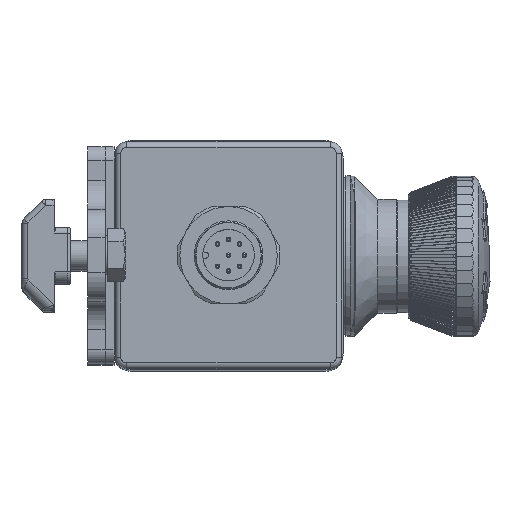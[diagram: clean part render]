
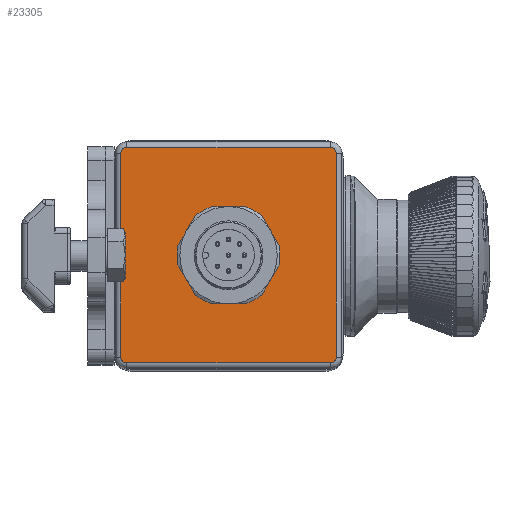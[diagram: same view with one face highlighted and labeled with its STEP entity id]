
A CAD part, top view. The second image highlights one B-rep face of the part: STEP entity #23305.
In plain terms, the highlighted planar face has unit normal (0, 0, 1).
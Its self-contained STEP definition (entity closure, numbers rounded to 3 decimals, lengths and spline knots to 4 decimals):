
#1865=LINE('',#40404,#3059);
#1866=LINE('',#40408,#3060);
#1867=LINE('',#40412,#3061);
#1868=LINE('',#40415,#3062);
#3059=VECTOR('',#29916,3.56);
#3060=VECTOR('',#29919,3.56);
#3061=VECTOR('',#29922,3.56);
#3062=VECTOR('',#29925,3.56);
#4339=FACE_BOUND('',#6593,.T.);
#4998=FACE_OUTER_BOUND('',#6592,.T.);
#6592=EDGE_LOOP('',(#17562,#17563,#17564,#17565,#17566,#17567,#17568,#17569));
#6593=EDGE_LOOP('',(#17570,#17571,#17572,#17573,#17574,#17575));
#8143=CIRCLE('',#25349,0.1);
#8144=CIRCLE('',#25350,0.1);
#8145=CIRCLE('',#25351,0.1);
#8146=CIRCLE('',#25352,0.1);
#8147=CIRCLE('',#25353,0.85);
#8148=CIRCLE('',#25354,0.85);
#8149=CIRCLE('',#25355,0.85);
#8150=CIRCLE('',#25356,0.85);
#8151=CIRCLE('',#25357,0.85);
#8152=CIRCLE('',#25358,0.85);
#9925=VERTEX_POINT('',#40400);
#9926=VERTEX_POINT('',#40401);
#9927=VERTEX_POINT('',#40403);
#9928=VERTEX_POINT('',#40405);
#9929=VERTEX_POINT('',#40407);
#9930=VERTEX_POINT('',#40409);
#9931=VERTEX_POINT('',#40411);
#9932=VERTEX_POINT('',#40413);
#9933=VERTEX_POINT('',#40416);
#9934=VERTEX_POINT('',#40417);
#9935=VERTEX_POINT('',#40419);
#9936=VERTEX_POINT('',#40421);
#9937=VERTEX_POINT('',#40423);
#9938=VERTEX_POINT('',#40425);
#12690=EDGE_CURVE('',#9925,#9926,#8143,.T.);
#12691=EDGE_CURVE('',#9927,#9925,#1865,.T.);
#12692=EDGE_CURVE('',#9928,#9927,#8144,.T.);
#12693=EDGE_CURVE('',#9929,#9928,#1866,.T.);
#12694=EDGE_CURVE('',#9930,#9929,#8145,.T.);
#12695=EDGE_CURVE('',#9931,#9930,#1867,.T.);
#12696=EDGE_CURVE('',#9932,#9931,#8146,.T.);
#12697=EDGE_CURVE('',#9926,#9932,#1868,.T.);
#12698=EDGE_CURVE('',#9933,#9934,#8147,.T.);
#12699=EDGE_CURVE('',#9934,#9935,#8148,.T.);
#12700=EDGE_CURVE('',#9935,#9936,#8149,.T.);
#12701=EDGE_CURVE('',#9936,#9937,#8150,.T.);
#12702=EDGE_CURVE('',#9937,#9938,#8151,.T.);
#12703=EDGE_CURVE('',#9938,#9933,#8152,.T.);
#17562=ORIENTED_EDGE('',*,*,#12690,.F.);
#17563=ORIENTED_EDGE('',*,*,#12691,.F.);
#17564=ORIENTED_EDGE('',*,*,#12692,.F.);
#17565=ORIENTED_EDGE('',*,*,#12693,.F.);
#17566=ORIENTED_EDGE('',*,*,#12694,.F.);
#17567=ORIENTED_EDGE('',*,*,#12695,.F.);
#17568=ORIENTED_EDGE('',*,*,#12696,.F.);
#17569=ORIENTED_EDGE('',*,*,#12697,.F.);
#17570=ORIENTED_EDGE('',*,*,#12698,.T.);
#17571=ORIENTED_EDGE('',*,*,#12699,.T.);
#17572=ORIENTED_EDGE('',*,*,#12700,.T.);
#17573=ORIENTED_EDGE('',*,*,#12701,.T.);
#17574=ORIENTED_EDGE('',*,*,#12702,.T.);
#17575=ORIENTED_EDGE('',*,*,#12703,.T.);
#22278=PLANE('',#25348);
#23305=ADVANCED_FACE('',(#4998,#4339),#22278,.T.);
#25348=AXIS2_PLACEMENT_3D('',#40399,#29912,#29913);
#25349=AXIS2_PLACEMENT_3D('',#40402,#29914,#29915);
#25350=AXIS2_PLACEMENT_3D('',#40406,#29917,#29918);
#25351=AXIS2_PLACEMENT_3D('',#40410,#29920,#29921);
#25352=AXIS2_PLACEMENT_3D('',#40414,#29923,#29924);
#25353=AXIS2_PLACEMENT_3D('',#40418,#29926,#29927);
#25354=AXIS2_PLACEMENT_3D('',#40420,#29928,#29929);
#25355=AXIS2_PLACEMENT_3D('',#40422,#29930,#29931);
#25356=AXIS2_PLACEMENT_3D('',#40424,#29932,#29933);
#25357=AXIS2_PLACEMENT_3D('',#40426,#29934,#29935);
#25358=AXIS2_PLACEMENT_3D('',#40427,#29936,#29937);
#29912=DIRECTION('center_axis',(0.,0.,1.));
#29913=DIRECTION('ref_axis',(0.,-1.,0.));
#29914=DIRECTION('center_axis',(0.,0.,-1.));
#29915=DIRECTION('ref_axis',(0.707,0.707,0.));
#29916=DIRECTION('',(1.,0.,0.));
#29917=DIRECTION('center_axis',(0.,0.,-1.));
#29918=DIRECTION('ref_axis',(-0.707,0.707,0.));
#29919=DIRECTION('',(0.,1.,0.));
#29920=DIRECTION('center_axis',(0.,0.,-1.));
#29921=DIRECTION('ref_axis',(-0.707,-0.707,0.));
#29922=DIRECTION('',(-1.,0.,0.));
#29923=DIRECTION('center_axis',(0.,0.,-1.));
#29924=DIRECTION('ref_axis',(0.707,-0.707,0.));
#29925=DIRECTION('',(0.,-1.,0.));
#29926=DIRECTION('center_axis',(0.,0.,-1.));
#29927=DIRECTION('ref_axis',(-1.,0.,0.));
#29928=DIRECTION('center_axis',(0.,0.,-1.));
#29929=DIRECTION('ref_axis',(-1.,0.,0.));
#29930=DIRECTION('center_axis',(0.,0.,-1.));
#29931=DIRECTION('ref_axis',(-1.,0.,0.));
#29932=DIRECTION('center_axis',(0.,0.,-1.));
#29933=DIRECTION('ref_axis',(-1.,0.,0.));
#29934=DIRECTION('center_axis',(0.,0.,-1.));
#29935=DIRECTION('ref_axis',(-1.,0.,0.));
#29936=DIRECTION('center_axis',(0.,0.,-1.));
#29937=DIRECTION('ref_axis',(-1.,0.,0.));
#40399=CARTESIAN_POINT('Origin',(0.,0.,
0.48));
#40400=CARTESIAN_POINT('',(1.78,1.88,0.48));
#40401=CARTESIAN_POINT('',(1.88,1.78,0.48));
#40402=CARTESIAN_POINT('Origin',(1.78,1.78,0.48));
#40403=CARTESIAN_POINT('',(-1.78,1.88,0.48));
#40404=CARTESIAN_POINT('',(0.99,1.88,0.48));
#40405=CARTESIAN_POINT('',(-1.88,1.78,0.48));
#40406=CARTESIAN_POINT('Origin',(-1.78,1.78,0.48));
#40407=CARTESIAN_POINT('',(-1.88,-1.78,0.48));
#40408=CARTESIAN_POINT('',(-1.88,0.99,0.48));
#40409=CARTESIAN_POINT('',(-1.78,-1.88,0.48));
#40410=CARTESIAN_POINT('Origin',(-1.78,-1.78,0.48));
#40411=CARTESIAN_POINT('',(1.78,-1.88,0.48));
#40412=CARTESIAN_POINT('',(-0.99,-1.88,0.48));
#40413=CARTESIAN_POINT('',(1.88,-1.78,0.48));
#40414=CARTESIAN_POINT('Origin',(1.78,-1.78,0.48));
#40415=CARTESIAN_POINT('',(1.88,-0.99,0.48));
#40416=CARTESIAN_POINT('',(0.7361,0.425,0.48));
#40417=CARTESIAN_POINT('',(0.7361,-0.425,0.48));
#40418=CARTESIAN_POINT('Origin',(0.,0.,
0.48));
#40419=CARTESIAN_POINT('',(0.,-0.85,0.48));
#40420=CARTESIAN_POINT('Origin',(0.,0.,
0.48));
#40421=CARTESIAN_POINT('',(-0.7361,-0.425,0.48));
#40422=CARTESIAN_POINT('Origin',(0.,0.,
0.48));
#40423=CARTESIAN_POINT('',(-0.7361,0.425,0.48));
#40424=CARTESIAN_POINT('Origin',(0.,0.,
0.48));
#40425=CARTESIAN_POINT('',(0.,0.85,0.48));
#40426=CARTESIAN_POINT('Origin',(0.,0.,
0.48));
#40427=CARTESIAN_POINT('Origin',(0.,0.,
0.48));
